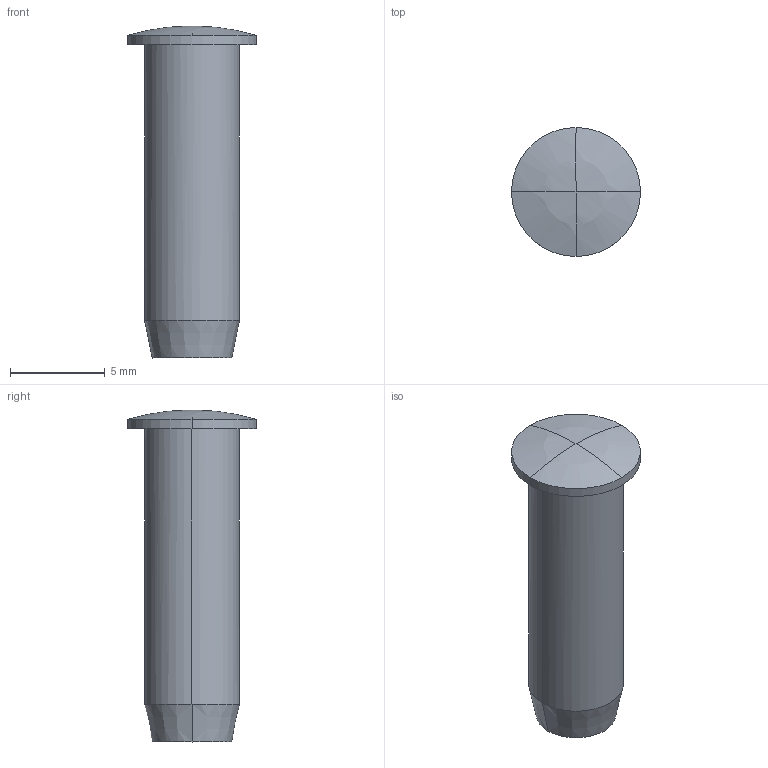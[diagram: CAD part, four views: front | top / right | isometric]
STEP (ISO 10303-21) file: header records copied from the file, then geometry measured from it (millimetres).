
FILE_DESCRIPTION(('CATIA V5 STEP Exchange','CAx-IF Rec.Pracs.--- Model Styling and Organization---1.5--- 2016-08-15','CAx-IF Rec.Pracs.---Supplemental Geometry---1.0---2011-11-01','CAx-IF Rec.Pracs.--- Composite Materials ---1.1---2010-07-15'),'2;1');
FILE_NAME ('706718-1_3', '2024-07-30T09:13:40+00:00', ('none'), ('Weidmueller'), 'CATIA Version 5-6 Release 2022 SP4 HF5', 'CATIA V5 STEP AP214 v3', 'none');
FILE_SCHEMA(('AUTOMOTIVE_DESIGN { 1 0 10303 214 1 1 1 1 }'));
Length unit declared in the file: millimetre
Products named in the file (1): CABTITE BP 5MM PA
Bounding box: 6.8 x 6.8 x 17.5 mm (x, y, z)
Volume: 345.3 mm3; surface area: 335.6 mm2
Topology: 1 solids, 1 shells, 12 faces, 26 edges, 13 vertices
Faces by surface type: cylinder 4, sphere 4, plane 2, cone 2
Entity records: 344 total; most frequent: CARTESIAN_POINT 89, ORIENTED_EDGE 44, DIRECTION 34, AXIS2_PLACEMENT_3D 22, EDGE_CURVE 22, CIRCLE 14, EDGE_LOOP 13, VERTEX_POINT 13
